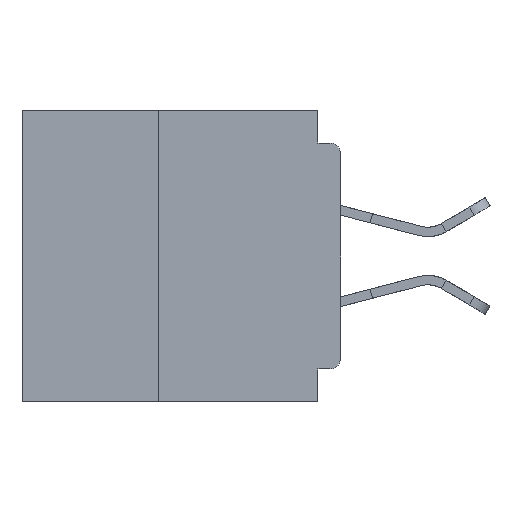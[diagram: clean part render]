
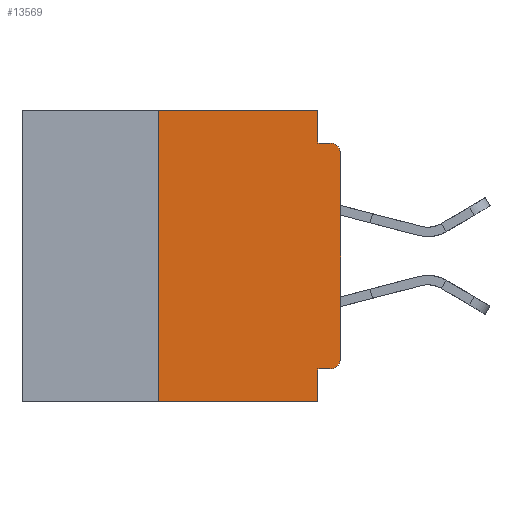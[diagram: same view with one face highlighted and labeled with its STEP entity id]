
A CAD part, left-side view. The second image highlights one B-rep face of the part: STEP entity #13569.
In plain terms, the highlighted planar face has unit normal (-1, 0, 0).
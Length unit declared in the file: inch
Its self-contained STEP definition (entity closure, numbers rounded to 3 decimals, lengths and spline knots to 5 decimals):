
#124 = VECTOR ( 'NONE', #6272, 39.37008 ) ;
#214 = EDGE_CURVE ( 'NONE', #24282, #21719, #7764, .T. ) ;
#382 = VERTEX_POINT ( 'NONE', #41248 ) ;
#544 = CARTESIAN_POINT ( 'NONE',  ( 0., 0., -0.355 ) ) ;
#1091 = ORIENTED_EDGE ( 'NONE', *, *, #31318, .T. ) ;
#1606 = CARTESIAN_POINT ( 'NONE',  ( 0., 0., -0.06 ) ) ;
#2707 = CARTESIAN_POINT ( 'NONE',  ( 0., 0., 0. ) ) ;
#3366 = DIRECTION ( 'NONE',  ( -1., 0., 0. ) ) ;
#4088 = CARTESIAN_POINT ( 'NONE',  ( 0., 0.031, 0. ) ) ;
#6272 = DIRECTION ( 'NONE',  ( 0., 0., 1. ) ) ;
#6880 = VERTEX_POINT ( 'NONE', #1606 ) ;
#6970 = CARTESIAN_POINT ( 'NONE',  ( 0., 0.015, -0.06 ) ) ;
#7111 = CARTESIAN_POINT ( 'NONE',  ( 0., 0.031, 0. ) ) ;
#7670 = LINE ( 'NONE', #27151, #33747 ) ;
#7764 = LINE ( 'NONE', #544, #42759 ) ;
#8004 = CARTESIAN_POINT ( 'NONE',  ( 0., 0.031, -0.4 ) ) ;
#8067 = ORIENTED_EDGE ( 'NONE', *, *, #33590, .F. ) ;
#8134 = LINE ( 'NONE', #7111, #23071 ) ;
#8239 = VERTEX_POINT ( 'NONE', #32200 ) ;
#8575 = EDGE_CURVE ( 'NONE', #24282, #382, #39739, .T. ) ;
#10214 = DIRECTION ( 'NONE',  ( 0., -1., 0. ) ) ;
#10411 = DIRECTION ( 'NONE',  ( 0., 0., -1. ) ) ;
#11186 = CARTESIAN_POINT ( 'NONE',  ( 0., 0.437, 0. ) ) ;
#11415 = EDGE_LOOP ( 'NONE', ( #1091, #11472, #27391, #8067, #30464, #21459, #42281, #21523, #18509, #38970 ) ) ;
#11418 = DIRECTION ( 'NONE',  ( 0., 0., -1. ) ) ;
#11472 = ORIENTED_EDGE ( 'NONE', *, *, #22290, .T. ) ;
#12101 = LINE ( 'NONE', #33434, #29121 ) ;
#13569 = ADVANCED_FACE ( 'NONE', ( #35203 ), #18221, .F. ) ;
#13598 = CARTESIAN_POINT ( 'NONE',  ( 0., 0.031, -0.4 ) ) ;
#13994 = CARTESIAN_POINT ( 'NONE',  ( 0., 0.031, -0.045 ) ) ;
#15753 = EDGE_CURVE ( 'NONE', #38676, #27571, #38768, .T. ) ;
#16557 = DIRECTION ( 'NONE',  ( 0., -1., 0. ) ) ;
#17343 = CARTESIAN_POINT ( 'NONE',  ( 0., 0.031, -0.355 ) ) ;
#17875 = CARTESIAN_POINT ( 'NONE',  ( 0., 0.015, -0.355 ) ) ;
#18221 = PLANE ( 'NONE',  #22872 ) ;
#18509 = ORIENTED_EDGE ( 'NONE', *, *, #214, .F. ) ;
#18770 = CARTESIAN_POINT ( 'NONE',  ( 0., 0., -0.045 ) ) ;
#18989 = VECTOR ( 'NONE', #28115, 39.37008 ) ;
#21459 = ORIENTED_EDGE ( 'NONE', *, *, #27424, .F. ) ;
#21523 = ORIENTED_EDGE ( 'NONE', *, *, #24915, .F. ) ;
#21647 = DIRECTION ( 'NONE',  ( 0., 0., -1. ) ) ;
#21719 = VERTEX_POINT ( 'NONE', #17343 ) ;
#22290 = EDGE_CURVE ( 'NONE', #6880, #27571, #39667, .T. ) ;
#22330 = VECTOR ( 'NONE', #11418, 39.37008 ) ;
#22872 = AXIS2_PLACEMENT_3D ( 'NONE', #11186, #41858, #21647 ) ;
#23071 = VECTOR ( 'NONE', #24264, 39.37008 ) ;
#23454 = VERTEX_POINT ( 'NONE', #13598 ) ;
#23857 = AXIS2_PLACEMENT_3D ( 'NONE', #23908, #3366, #27296 ) ;
#23908 = CARTESIAN_POINT ( 'NONE',  ( 0., 0.015, -0.34 ) ) ;
#24264 = DIRECTION ( 'NONE',  ( 0., 0., -1. ) ) ;
#24282 = VERTEX_POINT ( 'NONE', #17875 ) ;
#24915 = EDGE_CURVE ( 'NONE', #21719, #23454, #40289, .T. ) ;
#26528 = EDGE_CURVE ( 'NONE', #42891, #23454, #12101, .T. ) ;
#27151 = CARTESIAN_POINT ( 'NONE',  ( 0., 0.437, 0. ) ) ;
#27296 = DIRECTION ( 'NONE',  ( 0., 0., -1. ) ) ;
#27391 = ORIENTED_EDGE ( 'NONE', *, *, #15753, .F. ) ;
#27409 = VERTEX_POINT ( 'NONE', #4088 ) ;
#27424 = EDGE_CURVE ( 'NONE', #42891, #8239, #36938, .T. ) ;
#27571 = VERTEX_POINT ( 'NONE', #43140 ) ;
#28115 = DIRECTION ( 'NONE',  ( 0., 0., 1. ) ) ;
#28401 = EDGE_CURVE ( 'NONE', #8239, #27409, #7670, .T. ) ;
#29121 = VECTOR ( 'NONE', #16557, 39.37008 ) ;
#30464 = ORIENTED_EDGE ( 'NONE', *, *, #28401, .F. ) ;
#30771 = DIRECTION ( 'NONE',  ( -1., 0., 0. ) ) ;
#31318 = EDGE_CURVE ( 'NONE', #382, #6880, #36435, .T. ) ;
#32200 = CARTESIAN_POINT ( 'NONE',  ( 0., 0.25, 0. ) ) ;
#33434 = CARTESIAN_POINT ( 'NONE',  ( 0., 0.437, -0.4 ) ) ;
#33590 = EDGE_CURVE ( 'NONE', #27409, #38676, #8134, .T. ) ;
#33747 = VECTOR ( 'NONE', #10214, 39.37008 ) ;
#34894 = CARTESIAN_POINT ( 'NONE',  ( 0., 0.25, -0.4 ) ) ;
#35203 = FACE_OUTER_BOUND ( 'NONE', #11415, .T. ) ;
#35588 = DIRECTION ( 'NONE',  ( 0., -1., 0. ) ) ;
#35969 = DIRECTION ( 'NONE',  ( 0., 1., 0. ) ) ;
#36435 = LINE ( 'NONE', #2707, #124 ) ;
#36938 = LINE ( 'NONE', #34894, #18989 ) ;
#37695 = VECTOR ( 'NONE', #35588, 39.37008 ) ;
#38676 = VERTEX_POINT ( 'NONE', #13994 ) ;
#38768 = LINE ( 'NONE', #18770, #37695 ) ;
#38970 = ORIENTED_EDGE ( 'NONE', *, *, #8575, .T. ) ;
#39667 = CIRCLE ( 'NONE', #41293, 0.015 ) ;
#39739 = CIRCLE ( 'NONE', #23857, 0.015 ) ;
#40289 = LINE ( 'NONE', #8004, #22330 ) ;
#41248 = CARTESIAN_POINT ( 'NONE',  ( 0., 0., -0.34 ) ) ;
#41293 = AXIS2_PLACEMENT_3D ( 'NONE', #6970, #30771, #10411 ) ;
#41858 = DIRECTION ( 'NONE',  ( 1., 0., 0. ) ) ;
#42281 = ORIENTED_EDGE ( 'NONE', *, *, #26528, .T. ) ;
#42759 = VECTOR ( 'NONE', #35969, 39.37008 ) ;
#42891 = VERTEX_POINT ( 'NONE', #43840 ) ;
#43140 = CARTESIAN_POINT ( 'NONE',  ( 0., 0.015, -0.045 ) ) ;
#43840 = CARTESIAN_POINT ( 'NONE',  ( 0., 0.25, -0.4 ) ) ;
